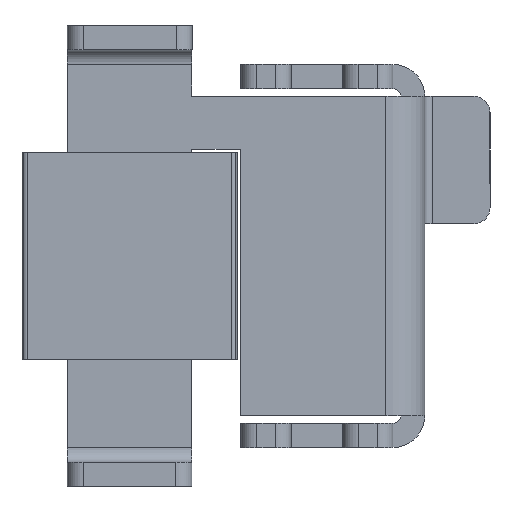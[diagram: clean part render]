
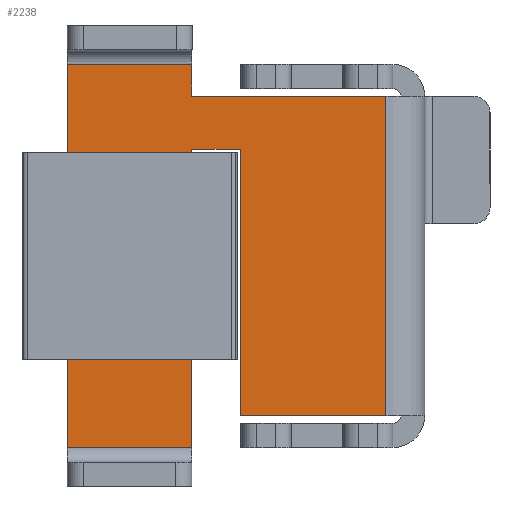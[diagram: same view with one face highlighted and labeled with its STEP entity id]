
A CAD part, front view. The second image highlights one B-rep face of the part: STEP entity #2238.
In plain terms, the highlighted face is planar.
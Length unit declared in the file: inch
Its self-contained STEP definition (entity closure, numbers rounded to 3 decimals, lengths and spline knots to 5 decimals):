
#106 = CARTESIAN_POINT ( 'NONE',  ( 0.31276, -0.07624, 0.35124 ) ) ;
#136 = VECTOR ( 'NONE', #2476, 39.37008 ) ;
#321 = DIRECTION ( 'NONE',  ( 0., -1., 0. ) ) ;
#370 = VERTEX_POINT ( 'NONE', #4820 ) ;
#372 = VERTEX_POINT ( 'NONE', #1188 ) ;
#423 = CARTESIAN_POINT ( 'NONE',  ( -0.31276, -0.07624, 0.35124 ) ) ;
#425 = ORIENTED_EDGE ( 'NONE', *, *, #4233, .T. ) ;
#496 = DIRECTION ( 'NONE',  ( 0., 1., 0. ) ) ;
#532 = CARTESIAN_POINT ( 'NONE',  ( 0., 0., 0.35124 ) ) ;
#546 = LINE ( 'NONE', #106, #2891 ) ;
#604 = CARTESIAN_POINT ( 'NONE',  ( 0.375, -0.45624, 0.35124 ) ) ;
#639 = LINE ( 'NONE', #3904, #2154 ) ;
#649 = VERTEX_POINT ( 'NONE', #814 ) ;
#717 = DIRECTION ( 'NONE',  ( 0., 1., 0. ) ) ;
#735 = CARTESIAN_POINT ( 'NONE',  ( -0.31276, -0.07624, 0.35124 ) ) ;
#814 = CARTESIAN_POINT ( 'NONE',  ( 0.31276, -0.36124, 0.35124 ) ) ;
#954 = VECTOR ( 'NONE', #5131, 39.37008 ) ;
#985 = DIRECTION ( 'NONE',  ( 0., -1., 0. ) ) ;
#1000 = FACE_OUTER_BOUND ( 'NONE', #3799, .T. ) ;
#1025 = CARTESIAN_POINT ( 'NONE',  ( -0.375, -0.45624, 0.35124 ) ) ;
#1124 = VERTEX_POINT ( 'NONE', #1418 ) ;
#1188 = CARTESIAN_POINT ( 'NONE',  ( 0.31276, -0.07624, 0.35124 ) ) ;
#1418 = CARTESIAN_POINT ( 'NONE',  ( -0.31276, -0.45624, 0.35124 ) ) ;
#1456 = VECTOR ( 'NONE', #321, 39.37008 ) ;
#1497 = CARTESIAN_POINT ( 'NONE',  ( 0.45124, -0.36124, 0.35124 ) ) ;
#1532 = VECTOR ( 'NONE', #1784, 39.37008 ) ;
#1533 = ORIENTED_EDGE ( 'NONE', *, *, #4085, .T. ) ;
#1576 = CARTESIAN_POINT ( 'NONE',  ( -0.20876, -0.36124, 0.35124 ) ) ;
#1709 = CARTESIAN_POINT ( 'NONE',  ( -0.375, -0.7, 0.35124 ) ) ;
#1723 = VERTEX_POINT ( 'NONE', #4240 ) ;
#1728 = CARTESIAN_POINT ( 'NONE',  ( -0.375, -0.04724, 0.35124 ) ) ;
#1738 = LINE ( 'NONE', #1025, #3051 ) ;
#1784 = DIRECTION ( 'NONE',  ( -1., 0., 0. ) ) ;
#1874 = LINE ( 'NONE', #4330, #1456 ) ;
#1913 = EDGE_CURVE ( 'NONE', #3411, #3965, #4108, .T. ) ;
#2017 = ORIENTED_EDGE ( 'NONE', *, *, #2519, .F. ) ;
#2073 = VECTOR ( 'NONE', #2340, 39.37008 ) ;
#2154 = VECTOR ( 'NONE', #717, 39.37008 ) ;
#2238 = ADVANCED_FACE ( 'NONE', ( #1000 ), #3424, .T. ) ;
#2293 = VECTOR ( 'NONE', #3006, 39.37008 ) ;
#2314 = ORIENTED_EDGE ( 'NONE', *, *, #3561, .T. ) ;
#2339 = EDGE_CURVE ( 'NONE', #1124, #3364, #1738, .T. ) ;
#2340 = DIRECTION ( 'NONE',  ( 0., -1., 0. ) ) ;
#2356 = ORIENTED_EDGE ( 'NONE', *, *, #1913, .F. ) ;
#2399 = LINE ( 'NONE', #735, #2073 ) ;
#2476 = DIRECTION ( 'NONE',  ( -1., 0., 0. ) ) ;
#2519 = EDGE_CURVE ( 'NONE', #370, #1723, #3366, .T. ) ;
#2569 = ORIENTED_EDGE ( 'NONE', *, *, #4337, .F. ) ;
#2637 = DIRECTION ( 'NONE',  ( -1., 0., 0. ) ) ;
#2794 = EDGE_CURVE ( 'NONE', #372, #649, #546, .T. ) ;
#2843 = LINE ( 'NONE', #2869, #136 ) ;
#2869 = CARTESIAN_POINT ( 'NONE',  ( 0., -0.07624, 0.35124 ) ) ;
#2891 = VECTOR ( 'NONE', #985, 39.37008 ) ;
#2972 = DIRECTION ( 'NONE',  ( 0., 0., 1. ) ) ;
#3006 = DIRECTION ( 'NONE',  ( 1., 0., 0. ) ) ;
#3051 = VECTOR ( 'NONE', #2637, 39.37008 ) ;
#3059 = EDGE_CURVE ( 'NONE', #3965, #370, #1874, .T. ) ;
#3364 = VERTEX_POINT ( 'NONE', #3765 ) ;
#3366 = LINE ( 'NONE', #1709, #1532 ) ;
#3402 = CARTESIAN_POINT ( 'NONE',  ( 0.375, -0.45624, 0.35124 ) ) ;
#3411 = VERTEX_POINT ( 'NONE', #4946 ) ;
#3424 = PLANE ( 'NONE',  #3991 ) ;
#3561 = EDGE_CURVE ( 'NONE', #5047, #649, #4714, .T. ) ;
#3635 = LINE ( 'NONE', #1728, #4839 ) ;
#3730 = VERTEX_POINT ( 'NONE', #423 ) ;
#3765 = CARTESIAN_POINT ( 'NONE',  ( -0.375, -0.45624, 0.35124 ) ) ;
#3799 = EDGE_LOOP ( 'NONE', ( #2356, #4676, #2314, #4235, #425, #1533, #4748, #2569, #2017, #4112 ) ) ;
#3904 = CARTESIAN_POINT ( 'NONE',  ( -0.20876, -0.36124, 0.35124 ) ) ;
#3965 = VERTEX_POINT ( 'NONE', #604 ) ;
#3991 = AXIS2_PLACEMENT_3D ( 'NONE', #532, #2972, #4588 ) ;
#4085 = EDGE_CURVE ( 'NONE', #3730, #1124, #2399, .T. ) ;
#4108 = LINE ( 'NONE', #3402, #2293 ) ;
#4112 = ORIENTED_EDGE ( 'NONE', *, *, #3059, .F. ) ;
#4233 = EDGE_CURVE ( 'NONE', #372, #3730, #2843, .T. ) ;
#4235 = ORIENTED_EDGE ( 'NONE', *, *, #2794, .F. ) ;
#4240 = CARTESIAN_POINT ( 'NONE',  ( -0.375, -0.7, 0.35124 ) ) ;
#4330 = CARTESIAN_POINT ( 'NONE',  ( 0.375, -0.7, 0.35124 ) ) ;
#4337 = EDGE_CURVE ( 'NONE', #1723, #3364, #3635, .T. ) ;
#4588 = DIRECTION ( 'NONE',  ( 0., -1., 0. ) ) ;
#4676 = ORIENTED_EDGE ( 'NONE', *, *, #4943, .T. ) ;
#4714 = LINE ( 'NONE', #1497, #954 ) ;
#4748 = ORIENTED_EDGE ( 'NONE', *, *, #2339, .T. ) ;
#4820 = CARTESIAN_POINT ( 'NONE',  ( 0.375, -0.7, 0.35124 ) ) ;
#4839 = VECTOR ( 'NONE', #496, 39.37008 ) ;
#4943 = EDGE_CURVE ( 'NONE', #3411, #5047, #639, .T. ) ;
#4946 = CARTESIAN_POINT ( 'NONE',  ( -0.20876, -0.45624, 0.35124 ) ) ;
#5047 = VERTEX_POINT ( 'NONE', #1576 ) ;
#5131 = DIRECTION ( 'NONE',  ( 1., 0., 0. ) ) ;
